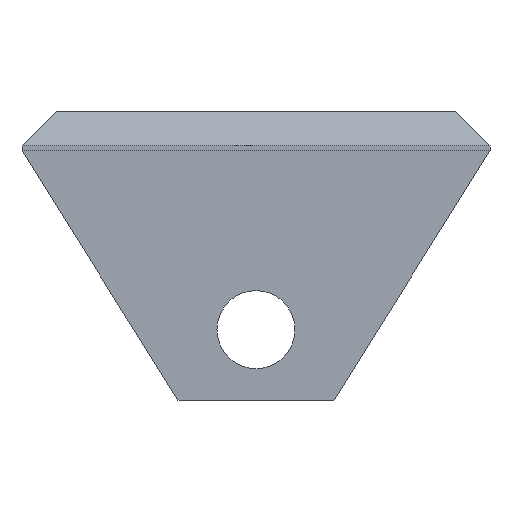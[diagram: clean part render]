
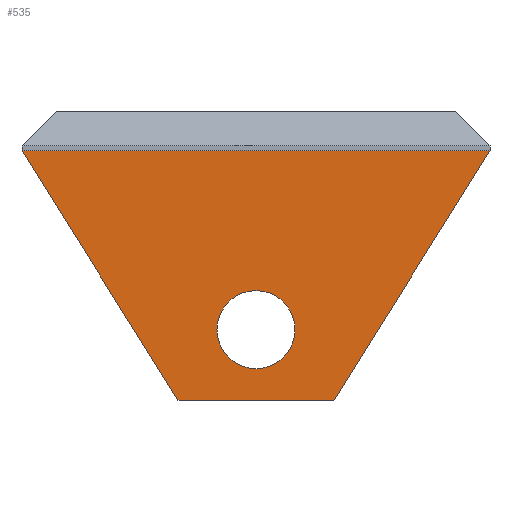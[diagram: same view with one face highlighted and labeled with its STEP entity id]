
A CAD part, front view. The second image highlights one B-rep face of the part: STEP entity #535.
In plain terms, the highlighted planar face has unit normal (0, -1, 0).
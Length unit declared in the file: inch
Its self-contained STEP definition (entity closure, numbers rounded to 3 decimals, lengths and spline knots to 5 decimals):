
#78=CARTESIAN_POINT('',(-1.25,-0.125,-1.147));
#79=VERTEX_POINT('',#78);
#95=CARTESIAN_POINT('',(-1.75,-0.125,-1.147));
#96=VERTEX_POINT('',#95);
#103=CARTESIAN_POINT('',(-1.5,-0.125,-1.147));
#104=DIRECTION('',(0.0,1.0,0.0));
#105=DIRECTION('',(1.0,0.0,0.0));
#106=AXIS2_PLACEMENT_3D('',#103,#104,#105);
#107=CIRCLE('',#106,0.25);
#108=EDGE_CURVE('',#79,#96,#107,.T.);
#254=CARTESIAN_POINT('',(-3.0,-0.125,0.));
#255=VERTEX_POINT('',#254);
#256=CARTESIAN_POINT('',(-0.00001,-0.125,0.));
#257=VERTEX_POINT('',#256);
#258=CARTESIAN_POINT('',(-3.0,-0.125,0.));
#259=DIRECTION('',(1.0,0.0,0.0));
#260=VECTOR('',#259,2.99999);
#261=LINE('',#258,#260);
#262=EDGE_CURVE('',#255,#257,#261,.T.);
#402=CARTESIAN_POINT('',(-1.5,-0.125,-1.147));
#403=DIRECTION('',(0.0,1.0,0.0));
#404=DIRECTION('',(1.0,0.0,0.0));
#405=AXIS2_PLACEMENT_3D('',#402,#403,#404);
#406=CIRCLE('',#405,0.25);
#407=EDGE_CURVE('',#96,#79,#406,.T.);
#425=CARTESIAN_POINT('',(-1.,-0.125,-1.6));
#426=VERTEX_POINT('',#425);
#427=CARTESIAN_POINT('',(-0.00001,-0.125,0.0));
#428=DIRECTION('',(-0.53,0.,-0.848));
#429=VECTOR('',#428,1.88679);
#430=LINE('',#427,#429);
#431=EDGE_CURVE('',#257,#426,#430,.T.);
#456=CARTESIAN_POINT('',(-2.,-0.125,-1.6));
#457=VERTEX_POINT('',#456);
#458=CARTESIAN_POINT('',(-1.,-0.125,-1.6));
#459=DIRECTION('',(-1.0,0.0,0.0));
#460=VECTOR('',#459,1.);
#461=LINE('',#458,#460);
#462=EDGE_CURVE('',#426,#457,#461,.T.);
#487=CARTESIAN_POINT('',(-2.,-0.125,-1.6));
#488=DIRECTION('',(-0.53,0.,0.848));
#489=VECTOR('',#488,1.88679);
#490=LINE('',#487,#489);
#491=EDGE_CURVE('',#457,#255,#490,.T.);
#520=CARTESIAN_POINT('',(-3.0,-0.125,0.));
#521=DIRECTION('',(0.0,1.0,0.0));
#522=DIRECTION('',(0.0,0.0,1.0));
#523=AXIS2_PLACEMENT_3D('',#520,#521,#522);
#524=PLANE('',#523);
#525=ORIENTED_EDGE('',*,*,#262,.F.);
#526=ORIENTED_EDGE('',*,*,#491,.F.);
#527=ORIENTED_EDGE('',*,*,#462,.F.);
#528=ORIENTED_EDGE('',*,*,#431,.F.);
#529=EDGE_LOOP('',(#525,#526,#527,#528));
#530=FACE_OUTER_BOUND('',#529,.T.);
#531=ORIENTED_EDGE('',*,*,#108,.T.);
#532=ORIENTED_EDGE('',*,*,#407,.T.);
#533=EDGE_LOOP('',(#531,#532));
#534=FACE_BOUND('',#533,.T.);
#535=ADVANCED_FACE('',(#530,#534),#524,.F.);
